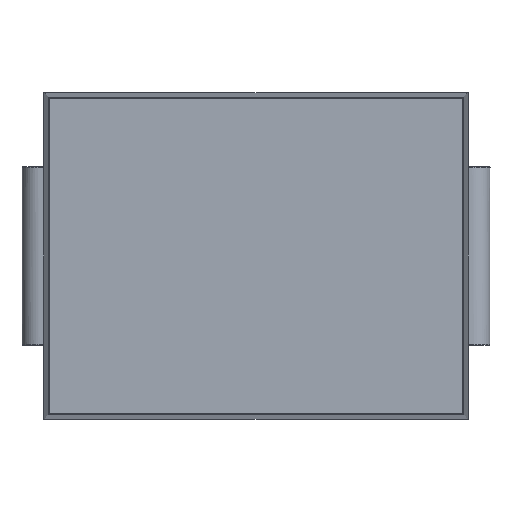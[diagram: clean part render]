
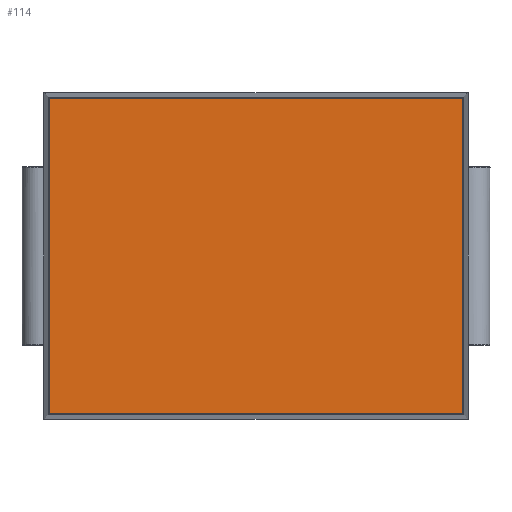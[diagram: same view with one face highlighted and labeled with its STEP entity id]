
A CAD part, top view. The second image highlights one B-rep face of the part: STEP entity #114.
In plain terms, the highlighted free-form (B-spline) face has degree [1, 1] with [2, 2] control points.
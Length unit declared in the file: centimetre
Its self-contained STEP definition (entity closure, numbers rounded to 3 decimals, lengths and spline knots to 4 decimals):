
#114=ADVANCED_FACE('',(#210),#1070,.T.);
#210=FACE_OUTER_BOUND('',#306,.T.);
#306=EDGE_LOOP('',(#667,#668,#669,#670));
#667=ORIENTED_EDGE('',*,*,#859,.T.);
#668=ORIENTED_EDGE('',*,*,#860,.T.);
#669=ORIENTED_EDGE('',*,*,#861,.T.);
#670=ORIENTED_EDGE('',*,*,#862,.T.);
#859=EDGE_CURVE('',#967,#968,#1253,.T.);
#860=EDGE_CURVE('',#968,#969,#1254,.T.);
#861=EDGE_CURVE('',#969,#970,#1255,.T.);
#862=EDGE_CURVE('',#970,#967,#1256,.T.);
#967=VERTEX_POINT('',#3858);
#968=VERTEX_POINT('',#3859);
#969=VERTEX_POINT('',#3860);
#970=VERTEX_POINT('',#3861);
#1070=B_SPLINE_SURFACE_WITH_KNOTS('',1,1,((#3802,#3803),(#3804,#3805)),.UNSPECIFIED.,
.F.,.F.,.F.,(2,2),(2,2),(0.0957,45.7043),(-34.9043,
-0.0957),.UNSPECIFIED.);
#1253=(
BOUNDED_CURVE()
B_SPLINE_CURVE(3,(#3670,#3671,#3672,#3673),.UNSPECIFIED.,.F.,.F.)
B_SPLINE_CURVE_WITH_KNOTS((4,4),(0.0957,45.7043),.UNSPECIFIED.)
CURVE()
GEOMETRIC_REPRESENTATION_ITEM()
RATIONAL_B_SPLINE_CURVE((1.,1.,1.,1.))
REPRESENTATION_ITEM('')
);
#1254=(
BOUNDED_CURVE()
B_SPLINE_CURVE(3,(#3674,#3675,#3676,#3677),.UNSPECIFIED.,.F.,.F.)
B_SPLINE_CURVE_WITH_KNOTS((4,4),(0.0957,34.9043),.UNSPECIFIED.)
CURVE()
GEOMETRIC_REPRESENTATION_ITEM()
RATIONAL_B_SPLINE_CURVE((1.,1.,1.,1.))
REPRESENTATION_ITEM('')
);
#1255=(
BOUNDED_CURVE()
B_SPLINE_CURVE(3,(#3678,#3679,#3680,#3681),.UNSPECIFIED.,.F.,.F.)
B_SPLINE_CURVE_WITH_KNOTS((4,4),(0.0957,45.7043),.UNSPECIFIED.)
CURVE()
GEOMETRIC_REPRESENTATION_ITEM()
RATIONAL_B_SPLINE_CURVE((1.,1.,1.,1.))
REPRESENTATION_ITEM('')
);
#1256=(
BOUNDED_CURVE()
B_SPLINE_CURVE(3,(#3682,#3683,#3684,#3685),.UNSPECIFIED.,.F.,.F.)
B_SPLINE_CURVE_WITH_KNOTS((4,4),(0.0957,34.9043),.UNSPECIFIED.)
CURVE()
GEOMETRIC_REPRESENTATION_ITEM()
RATIONAL_B_SPLINE_CURVE((1.,1.,1.,1.))
REPRESENTATION_ITEM('')
);
#3670=CARTESIAN_POINT('',(82.1037,58.9057,23.0021));
#3671=CARTESIAN_POINT('',(66.9008,58.9057,23.0021));
#3672=CARTESIAN_POINT('',(51.698,58.9057,23.0021));
#3673=CARTESIAN_POINT('',(36.4951,58.9057,23.0021));
#3674=CARTESIAN_POINT('',(36.4951,58.9057,23.0021));
#3675=CARTESIAN_POINT('',(36.4951,47.3028,23.0021));
#3676=CARTESIAN_POINT('',(36.4951,35.6999,23.0021));
#3677=CARTESIAN_POINT('',(36.4951,24.097,23.0021));
#3678=CARTESIAN_POINT('',(36.4951,24.097,23.0021));
#3679=CARTESIAN_POINT('',(51.698,24.097,23.0021));
#3680=CARTESIAN_POINT('',(66.9008,24.097,23.0021));
#3681=CARTESIAN_POINT('',(82.1037,24.097,23.0021));
#3682=CARTESIAN_POINT('',(82.1037,24.097,23.0021));
#3683=CARTESIAN_POINT('',(82.1037,35.6999,23.0021));
#3684=CARTESIAN_POINT('',(82.1037,47.3028,23.0021));
#3685=CARTESIAN_POINT('',(82.1037,58.9057,23.0021));
#3802=CARTESIAN_POINT('',(36.4951,24.097,23.0021));
#3803=CARTESIAN_POINT('',(36.4951,58.9057,23.0021));
#3804=CARTESIAN_POINT('',(82.1037,24.097,23.0021));
#3805=CARTESIAN_POINT('',(82.1037,58.9057,23.0021));
#3858=CARTESIAN_POINT('',(82.1037,58.9057,23.0021));
#3859=CARTESIAN_POINT('',(36.4951,58.9057,23.0021));
#3860=CARTESIAN_POINT('',(36.4951,24.097,23.0021));
#3861=CARTESIAN_POINT('',(82.1037,24.097,23.0021));
